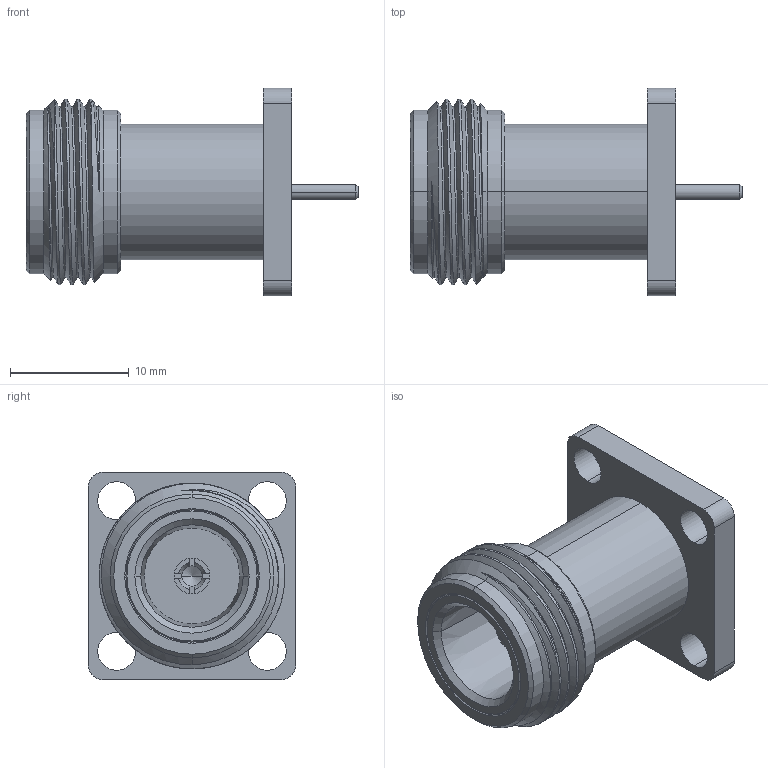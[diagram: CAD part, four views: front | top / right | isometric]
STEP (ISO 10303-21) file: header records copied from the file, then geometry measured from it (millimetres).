
FILE_DESCRIPTION((''),'2;1');
FILE_NAME('N6551E1-043-AT30GA-50_SW0001','2020-07-31T13:18:28',('karthik'),(''),'CREO PARAMETRIC BY PTC INC, 2019444','CREO PARAMETRIC BY PTC INC, 2019444','');
FILE_SCHEMA(('CONFIG_CONTROL_DESIGN'));
Length unit declared in the file: millimetre
Products named in the file (1): N6551E1-043-AT30GA-50_SW0001
Bounding box: 28 x 17.5 x 17.5 mm (x, y, z)
Volume: 2704.5 mm3; surface area: 2173.7 mm2
Topology: 1 solids, 1 shells, 104 faces, 256 edges, 159 vertices
Faces by surface type: cylinder 36, cone 34, plane 28, bspline 6
Entity records: 5085 total; most frequent: CARTESIAN_POINT 2584, DIRECTION 519, ORIENTED_EDGE 508, EDGE_CURVE 254, AXIS2_PLACEMENT_3D 204, VERTEX_POINT 159, EDGE_LOOP 119, VECTOR 111
